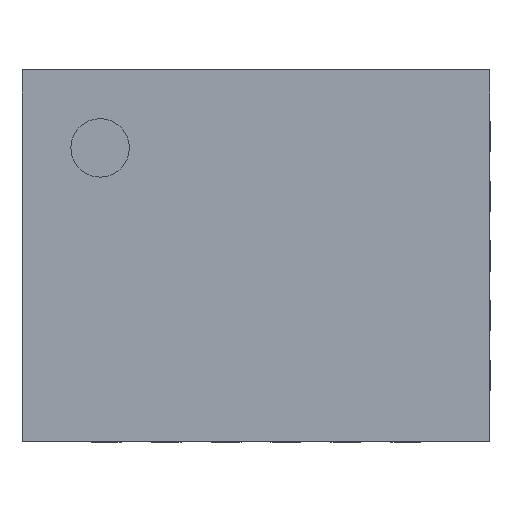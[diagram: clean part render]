
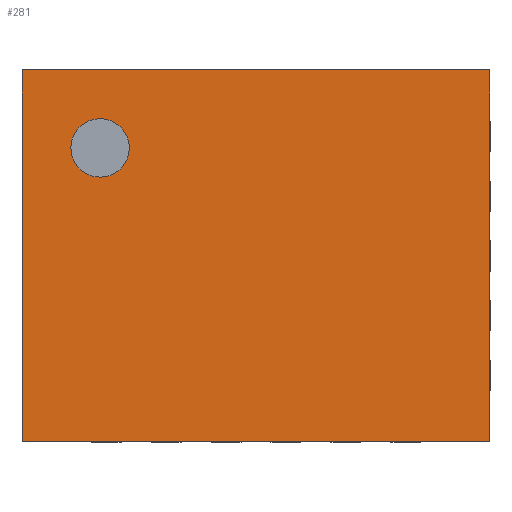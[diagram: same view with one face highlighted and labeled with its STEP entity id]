
A CAD part, top view. The second image highlights one B-rep face of the part: STEP entity #281.
In plain terms, the highlighted planar face has unit normal (0, 0, 1).
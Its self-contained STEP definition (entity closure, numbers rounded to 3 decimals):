
#217 = VERTEX_POINT('',#218);
#218 = CARTESIAN_POINT('',(0.,0.,0.8));
#233 = VERTEX_POINT('',#234);
#234 = CARTESIAN_POINT('',(0.,3.1,0.8));
#240 = EDGE_CURVE('',#217,#233,#241,.T.);
#241 = LINE('',#242,#243);
#242 = CARTESIAN_POINT('',(0.,0.,0.8));
#243 = VECTOR('',#244,1.);
#244 = DIRECTION('',(0.,1.,0.));
#263 = EDGE_CURVE('',#217,#264,#266,.T.);
#264 = VERTEX_POINT('',#265);
#265 = CARTESIAN_POINT('',(3.9,0.,0.8));
#266 = LINE('',#267,#268);
#267 = CARTESIAN_POINT('',(0.,0.,0.8));
#268 = VECTOR('',#269,1.);
#269 = DIRECTION('',(1.,0.,0.));
#281 = ADVANCED_FACE('',(#282,#300),#311,.T.);
#282 = FACE_BOUND('',#283,.T.);
#283 = EDGE_LOOP('',(#284,#285,#286,#294));
#284 = ORIENTED_EDGE('',*,*,#240,.F.);
#285 = ORIENTED_EDGE('',*,*,#263,.T.);
#286 = ORIENTED_EDGE('',*,*,#287,.T.);
#287 = EDGE_CURVE('',#264,#288,#290,.T.);
#288 = VERTEX_POINT('',#289);
#289 = CARTESIAN_POINT('',(3.9,3.1,0.8));
#290 = LINE('',#291,#292);
#291 = CARTESIAN_POINT('',(3.9,0.,0.8));
#292 = VECTOR('',#293,1.);
#293 = DIRECTION('',(0.,1.,0.));
#294 = ORIENTED_EDGE('',*,*,#295,.F.);
#295 = EDGE_CURVE('',#233,#288,#296,.T.);
#296 = LINE('',#297,#298);
#297 = CARTESIAN_POINT('',(0.,3.1,0.8));
#298 = VECTOR('',#299,1.);
#299 = DIRECTION('',(1.,0.,0.));
#300 = FACE_BOUND('',#301,.T.);
#301 = EDGE_LOOP('',(#302));
#302 = ORIENTED_EDGE('',*,*,#303,.F.);
#303 = EDGE_CURVE('',#304,#304,#306,.T.);
#304 = VERTEX_POINT('',#305);
#305 = CARTESIAN_POINT('',(0.894,2.45,0.8));
#306 = CIRCLE('',#307,0.244);
#307 = AXIS2_PLACEMENT_3D('',#308,#309,#310);
#308 = CARTESIAN_POINT('',(0.65,2.45,0.8));
#309 = DIRECTION('',(0.,0.,1.));
#310 = DIRECTION('',(1.,0.,0.));
#311 = PLANE('',#312);
#312 = AXIS2_PLACEMENT_3D('',#313,#314,#315);
#313 = CARTESIAN_POINT('',(0.,0.,0.8));
#314 = DIRECTION('',(0.,0.,1.));
#315 = DIRECTION('',(1.,0.,0.));
